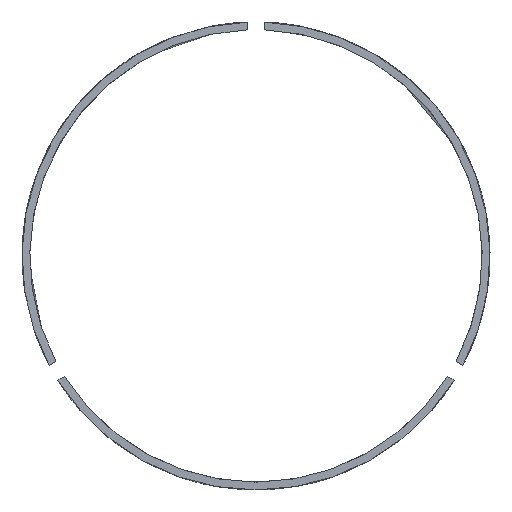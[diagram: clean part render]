
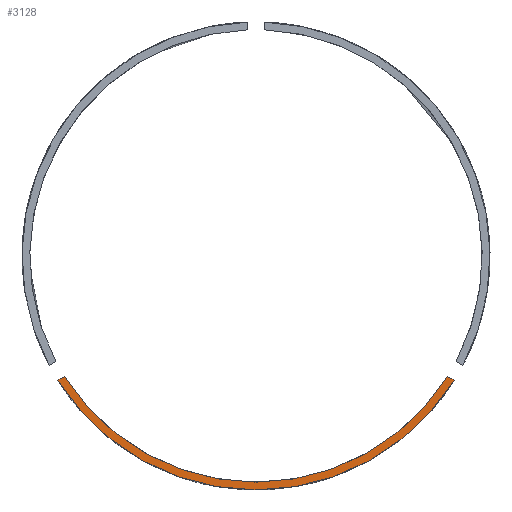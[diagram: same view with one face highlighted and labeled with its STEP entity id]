
A CAD part, front view. The second image highlights one B-rep face of the part: STEP entity #3128.
In plain terms, the highlighted planar face has unit normal (0, -1, 0).
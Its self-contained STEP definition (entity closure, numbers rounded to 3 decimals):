
#137=PLANE('',#3334);
#357=FACE_OUTER_BOUND('',#566,.T.);
#566=EDGE_LOOP('',(#2896,#2897,#2898,#2899));
#828=CIRCLE('',#3333,60.);
#829=CIRCLE('',#3335,58.);
#984=LINE('',#8825,#1193);
#1027=LINE('',#10007,#1236);
#1193=VECTOR('',#3750,10.);
#1236=VECTOR('',#3835,10.);
#1480=VERTEX_POINT('',#8821);
#1481=VERTEX_POINT('',#8823);
#1528=VERTEX_POINT('',#10000);
#1531=VERTEX_POINT('',#10005);
#1902=EDGE_CURVE('',#1480,#1481,#984,.T.);
#1975=EDGE_CURVE('',#1528,#1531,#1027,.T.);
#2027=EDGE_CURVE('',#1528,#1481,#828,.T.);
#2028=EDGE_CURVE('',#1531,#1480,#829,.T.);
#2896=ORIENTED_EDGE('',*,*,#1902,.T.);
#2897=ORIENTED_EDGE('',*,*,#2027,.F.);
#2898=ORIENTED_EDGE('',*,*,#1975,.T.);
#2899=ORIENTED_EDGE('',*,*,#2028,.T.);
#3128=ADVANCED_FACE('',(#357),#137,.F.);
#3333=AXIS2_PLACEMENT_3D('',#10722,#3881,#3882);
#3334=AXIS2_PLACEMENT_3D('',#10723,#3883,#3884);
#3335=AXIS2_PLACEMENT_3D('',#10724,#3885,#3886);
#3750=DIRECTION('',(-0.866,0.,-0.5));
#3835=DIRECTION('',(-0.866,0.,0.5));
#3881=DIRECTION('center_axis',(0.,1.,0.));
#3882=DIRECTION('ref_axis',(1.,0.,0.));
#3883=DIRECTION('center_axis',(0.,1.,0.));
#3884=DIRECTION('ref_axis',(1.,0.,0.));
#3885=DIRECTION('center_axis',(0.,1.,0.));
#3886=DIRECTION('ref_axis',(1.,0.,0.));
#8821=CARTESIAN_POINT('',(-49.093,0.,-30.884));
#8823=CARTESIAN_POINT('',(-50.827,0.,-31.885));
#8825=CARTESIAN_POINT('',(-9.749,0.,-8.169));
#10000=CARTESIAN_POINT('',(50.827,0.,-31.885));
#10005=CARTESIAN_POINT('',(49.093,0.,-30.884));
#10007=CARTESIAN_POINT('',(32.208,0.,-21.135));
#10722=CARTESIAN_POINT('Origin',(0.,0.,0.));
#10723=CARTESIAN_POINT('Origin',(31.1,0.,15.943));
#10724=CARTESIAN_POINT('Origin',(0.,0.,0.));
